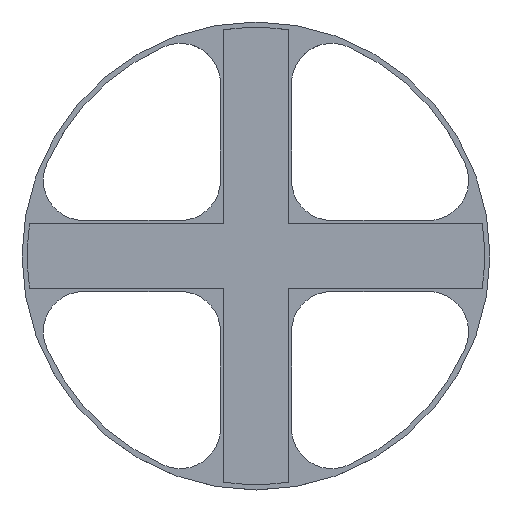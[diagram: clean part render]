
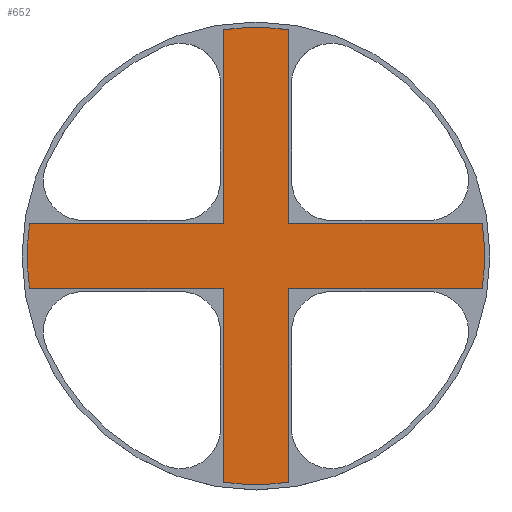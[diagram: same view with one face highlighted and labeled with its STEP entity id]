
A CAD part, top view. The second image highlights one B-rep face of the part: STEP entity #652.
In plain terms, the highlighted planar face has unit normal (0, 0, 1).
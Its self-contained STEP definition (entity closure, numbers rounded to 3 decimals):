
#33 = DIRECTION ( 'NONE',  ( 1., 0., 0. ) ) ;
#62 = ORIENTED_EDGE ( 'NONE', *, *, #246, .F. ) ;
#65 = EDGE_LOOP ( 'NONE', ( #1334, #1128, #867, #1111, #1216, #421, #710, #62, #876, #1100, #895, #1213, #1489 ) ) ;
#96 = CARTESIAN_POINT ( 'NONE',  ( -12., -12., 0. ) ) ;
#112 = VERTEX_POINT ( 'NONE', #1447 ) ;
#113 = LINE ( 'NONE', #569, #874 ) ;
#136 = CARTESIAN_POINT ( 'NONE',  ( 0., 0., 0. ) ) ;
#139 = VERTEX_POINT ( 'NONE', #918 ) ;
#152 = EDGE_CURVE ( 'NONE', #322, #1200, #1473, .T. ) ;
#159 = CARTESIAN_POINT ( 'NONE',  ( -84.149, 12., 0. ) ) ;
#187 = CARTESIAN_POINT ( 'NONE',  ( 12., -12., 0. ) ) ;
#240 = VECTOR ( 'NONE', #1144, 1000. ) ;
#244 = VERTEX_POINT ( 'NONE', #287 ) ;
#246 = EDGE_CURVE ( 'NONE', #437, #354, #861, .T. ) ;
#257 = AXIS2_PLACEMENT_3D ( 'NONE', #316, #899, #909 ) ;
#263 = CIRCLE ( 'NONE', #1028, 85. ) ;
#280 = EDGE_CURVE ( 'NONE', #296, #1311, #638, .T. ) ;
#287 = CARTESIAN_POINT ( 'NONE',  ( 84.149, 12., 0. ) ) ;
#290 = EDGE_CURVE ( 'NONE', #112, #244, #1095, .T. ) ;
#296 = VERTEX_POINT ( 'NONE', #159 ) ;
#311 = LINE ( 'NONE', #187, #712 ) ;
#312 = VECTOR ( 'NONE', #538, 1000. ) ;
#316 = CARTESIAN_POINT ( 'NONE',  ( 0., 0., 0. ) ) ;
#322 = VERTEX_POINT ( 'NONE', #1324 ) ;
#339 = VERTEX_POINT ( 'NONE', #440 ) ;
#354 = VERTEX_POINT ( 'NONE', #1343 ) ;
#405 = AXIS2_PLACEMENT_3D ( 'NONE', #1429, #642, #869 ) ;
#420 = AXIS2_PLACEMENT_3D ( 'NONE', #1490, #1474, #439 ) ;
#421 = ORIENTED_EDGE ( 'NONE', *, *, #280, .T. ) ;
#431 = LINE ( 'NONE', #96, #1222 ) ;
#437 = VERTEX_POINT ( 'NONE', #960 ) ;
#439 = DIRECTION ( 'NONE',  ( 1., 0., 0. ) ) ;
#440 = CARTESIAN_POINT ( 'NONE',  ( -12., 84.149, 0. ) ) ;
#450 = DIRECTION ( 'NONE',  ( 1., 0., 0. ) ) ;
#453 = EDGE_CURVE ( 'NONE', #1327, #339, #263, .T. ) ;
#456 = DIRECTION ( 'NONE',  ( 0., 1., 0. ) ) ;
#495 = VERTEX_POINT ( 'NONE', #1400 ) ;
#512 = CIRCLE ( 'NONE', #257, 85. ) ;
#538 = DIRECTION ( 'NONE',  ( -1., 0., 0. ) ) ;
#542 = EDGE_CURVE ( 'NONE', #1200, #495, #311, .T. ) ;
#569 = CARTESIAN_POINT ( 'NONE',  ( -12., 12., 0. ) ) ;
#613 = CARTESIAN_POINT ( 'NONE',  ( -12., 12., 0. ) ) ;
#638 = CIRCLE ( 'NONE', #405, 85. ) ;
#642 = DIRECTION ( 'NONE',  ( 0., 0., 1. ) ) ;
#652 = ADVANCED_FACE ( 'NONE', ( #805 ), #1372, .F. ) ;
#677 = EDGE_CURVE ( 'NONE', #139, #437, #431, .T. ) ;
#688 = DIRECTION ( 'NONE',  ( 0., 0., -1. ) ) ;
#701 = DIRECTION ( 'NONE',  ( 0., 1., 0. ) ) ;
#710 = ORIENTED_EDGE ( 'NONE', *, *, #1174, .T. ) ;
#712 = VECTOR ( 'NONE', #852, 1000. ) ;
#774 = CARTESIAN_POINT ( 'NONE',  ( 12., -12., 0. ) ) ;
#792 = EDGE_CURVE ( 'NONE', #1006, #339, #1155, .T. ) ;
#805 = FACE_OUTER_BOUND ( 'NONE', #65, .T. ) ;
#825 = DIRECTION ( 'NONE',  ( 0., 0., 1. ) ) ;
#832 = DIRECTION ( 'NONE',  ( 1., 0., 0. ) ) ;
#852 = DIRECTION ( 'NONE',  ( 0., -1., 0. ) ) ;
#861 = LINE ( 'NONE', #1314, #312 ) ;
#867 = ORIENTED_EDGE ( 'NONE', *, *, #453, .T. ) ;
#869 = DIRECTION ( 'NONE',  ( 1., 0., 0. ) ) ;
#874 = VECTOR ( 'NONE', #450, 1000. ) ;
#876 = ORIENTED_EDGE ( 'NONE', *, *, #677, .F. ) ;
#895 = ORIENTED_EDGE ( 'NONE', *, *, #542, .F. ) ;
#899 = DIRECTION ( 'NONE',  ( 0., 0., 1. ) ) ;
#909 = DIRECTION ( 'NONE',  ( 1., 0., 0. ) ) ;
#918 = CARTESIAN_POINT ( 'NONE',  ( -12., -84.149, 0. ) ) ;
#930 = AXIS2_PLACEMENT_3D ( 'NONE', #1383, #1019, #1151 ) ;
#960 = CARTESIAN_POINT ( 'NONE',  ( -12., -12., 0. ) ) ;
#961 = CARTESIAN_POINT ( 'NONE',  ( 12., 12., 0. ) ) ;
#967 = AXIS2_PLACEMENT_3D ( 'NONE', #1472, #688, #1031 ) ;
#982 = DIRECTION ( 'NONE',  ( 0., -1., 0. ) ) ;
#1006 = VERTEX_POINT ( 'NONE', #613 ) ;
#1019 = DIRECTION ( 'NONE',  ( 0., 0., 1. ) ) ;
#1028 = AXIS2_PLACEMENT_3D ( 'NONE', #136, #825, #832 ) ;
#1031 = DIRECTION ( 'NONE',  ( -1., 0., 0. ) ) ;
#1037 = EDGE_CURVE ( 'NONE', #1327, #112, #1319, .T. ) ;
#1042 = CIRCLE ( 'NONE', #420, 85. ) ;
#1056 = CARTESIAN_POINT ( 'NONE',  ( -12., 12., 0. ) ) ;
#1073 = VECTOR ( 'NONE', #701, 1000. ) ;
#1095 = LINE ( 'NONE', #961, #1233 ) ;
#1100 = ORIENTED_EDGE ( 'NONE', *, *, #1342, .T. ) ;
#1111 = ORIENTED_EDGE ( 'NONE', *, *, #792, .F. ) ;
#1121 = CARTESIAN_POINT ( 'NONE',  ( -85., 0., 0. ) ) ;
#1128 = ORIENTED_EDGE ( 'NONE', *, *, #1037, .F. ) ;
#1135 = CARTESIAN_POINT ( 'NONE',  ( 12., -12., 0. ) ) ;
#1144 = DIRECTION ( 'NONE',  ( -1., 0., 0. ) ) ;
#1151 = DIRECTION ( 'NONE',  ( 1., 0., 0. ) ) ;
#1155 = LINE ( 'NONE', #1056, #1073 ) ;
#1158 = CIRCLE ( 'NONE', #930, 85. ) ;
#1174 = EDGE_CURVE ( 'NONE', #1311, #354, #512, .T. ) ;
#1200 = VERTEX_POINT ( 'NONE', #774 ) ;
#1213 = ORIENTED_EDGE ( 'NONE', *, *, #152, .F. ) ;
#1216 = ORIENTED_EDGE ( 'NONE', *, *, #1308, .F. ) ;
#1222 = VECTOR ( 'NONE', #456, 1000. ) ;
#1224 = VECTOR ( 'NONE', #982, 1000. ) ;
#1233 = VECTOR ( 'NONE', #33, 1000. ) ;
#1298 = EDGE_CURVE ( 'NONE', #322, #244, #1158, .T. ) ;
#1308 = EDGE_CURVE ( 'NONE', #296, #1006, #113, .T. ) ;
#1311 = VERTEX_POINT ( 'NONE', #1121 ) ;
#1314 = CARTESIAN_POINT ( 'NONE',  ( -12., -12., 0. ) ) ;
#1319 = LINE ( 'NONE', #1425, #1224 ) ;
#1324 = CARTESIAN_POINT ( 'NONE',  ( 84.149, -12., 0. ) ) ;
#1327 = VERTEX_POINT ( 'NONE', #1460 ) ;
#1334 = ORIENTED_EDGE ( 'NONE', *, *, #290, .F. ) ;
#1342 = EDGE_CURVE ( 'NONE', #139, #495, #1042, .T. ) ;
#1343 = CARTESIAN_POINT ( 'NONE',  ( -84.149, -12., 0. ) ) ;
#1372 = PLANE ( 'NONE',  #967 ) ;
#1383 = CARTESIAN_POINT ( 'NONE',  ( 0., 0., 0. ) ) ;
#1400 = CARTESIAN_POINT ( 'NONE',  ( 12., -84.149, 0. ) ) ;
#1425 = CARTESIAN_POINT ( 'NONE',  ( 12., 12., 0. ) ) ;
#1429 = CARTESIAN_POINT ( 'NONE',  ( 0., 0., 0. ) ) ;
#1447 = CARTESIAN_POINT ( 'NONE',  ( 12., 12., 0. ) ) ;
#1460 = CARTESIAN_POINT ( 'NONE',  ( 12., 84.149, 0. ) ) ;
#1472 = CARTESIAN_POINT ( 'NONE',  ( 0., 0., 0. ) ) ;
#1473 = LINE ( 'NONE', #1135, #240 ) ;
#1474 = DIRECTION ( 'NONE',  ( 0., 0., 1. ) ) ;
#1489 = ORIENTED_EDGE ( 'NONE', *, *, #1298, .T. ) ;
#1490 = CARTESIAN_POINT ( 'NONE',  ( 0., 0., 0. ) ) ;
